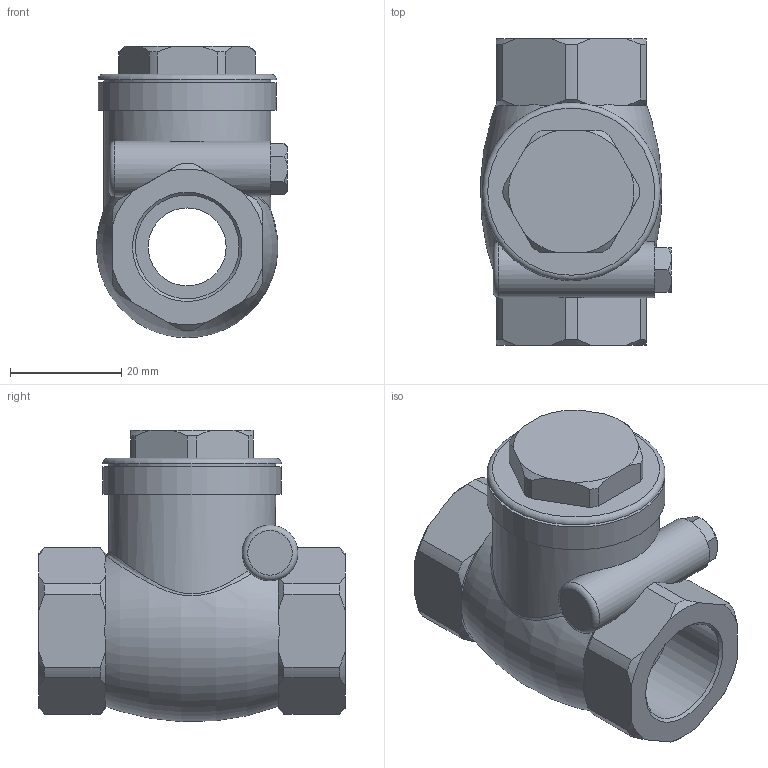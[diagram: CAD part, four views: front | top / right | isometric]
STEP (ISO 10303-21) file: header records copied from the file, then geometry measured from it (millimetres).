
FILE_DESCRIPTION(/* description */ ('Unknown'),/* implementation_level */ '2;1');
FILE_NAME(/* name */ '2200_2202-04',/* time_stamp */ '2024-06-17T10:12:23+02:00',/* author */ ('Unknown'),/* organization */ ('Unknown'),/* preprocessor_version */ 'ST-DEVELOPER v19.4',/* originating_system */ 'Solid Edge',/* authorisation */ 'Unknown');
FILE_SCHEMA (('AUTOMOTIVE_DESIGN {1 0 10303 214 3 1 1}'));
Length unit declared in the file: millimetre
Products named in the file (1): 3.606_607.015
Bounding box: 34.28 x 55 x 52.29 mm (x, y, z)
Volume: 43009.2 mm3; surface area: 11894 mm2
Topology: 1 solids, 1 shells, 115 faces, 311 edges, 205 vertices
Faces by surface type: plane 47, cone 37, cylinder 25, torus 3, bspline 3
Full cylindrical faces by diameter (mm): 10 x1, 14 x1, 18.631 x2, 30 x2, 32 x1
Entity records: 4583 total; most frequent: CARTESIAN_POINT 1043, ORIENTED_EDGE 584, DIRECTION 530, EDGE_CURVE 292, AXIS2_PLACEMENT_3D 218, VERTEX_POINT 198, EDGE_LOOP 136, FACE_BOUND 136
